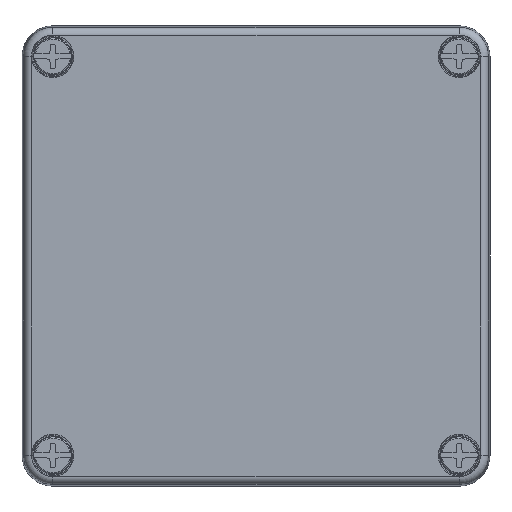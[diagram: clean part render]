
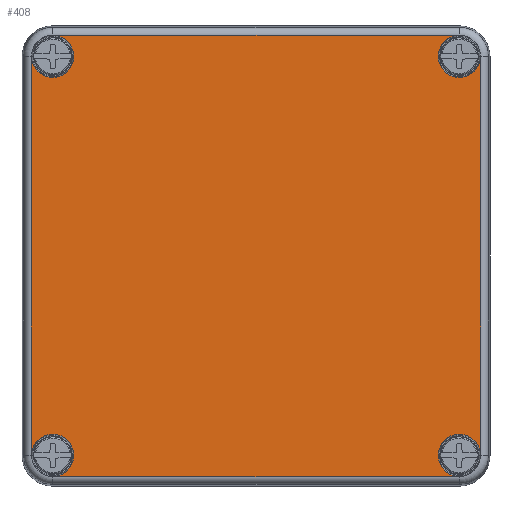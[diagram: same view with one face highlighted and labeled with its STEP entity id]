
A CAD part, top view. The second image highlights one B-rep face of the part: STEP entity #408.
In plain terms, the highlighted face is planar.
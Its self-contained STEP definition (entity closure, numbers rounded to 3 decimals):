
#408 = ADVANCED_FACE( '', ( #966, #967, #968, #969, #970 ), #971, .F. );
#966 = FACE_BOUND( '', #1752, .T. );
#967 = FACE_BOUND( '', #1753, .T. );
#968 = FACE_OUTER_BOUND( '', #1754, .T. );
#969 = FACE_BOUND( '', #1755, .T. );
#970 = FACE_BOUND( '', #1756, .T. );
#971 = PLANE( '', #1757 );
#1752 = EDGE_LOOP( '', ( #3484 ) );
#1753 = EDGE_LOOP( '', ( #3485 ) );
#1754 = EDGE_LOOP( '', ( #3486, #3487, #3488, #3489, #3490, #3491, #3492, #3493 ) );
#1755 = EDGE_LOOP( '', ( #3494 ) );
#1756 = EDGE_LOOP( '', ( #3495 ) );
#1757 = AXIS2_PLACEMENT_3D( '', #3496, #3497, #3498 );
#3484 = ORIENTED_EDGE( '', *, *, #4910, .T. );
#3485 = ORIENTED_EDGE( '', *, *, #4911, .T. );
#3486 = ORIENTED_EDGE( '', *, *, #4912, .F. );
#3487 = ORIENTED_EDGE( '', *, *, #4913, .T. );
#3488 = ORIENTED_EDGE( '', *, *, #4914, .F. );
#3489 = ORIENTED_EDGE( '', *, *, #4915, .F. );
#3490 = ORIENTED_EDGE( '', *, *, #4916, .T. );
#3491 = ORIENTED_EDGE( '', *, *, #4917, .F. );
#3492 = ORIENTED_EDGE( '', *, *, #4918, .T. );
#3493 = ORIENTED_EDGE( '', *, *, #4919, .T. );
#3494 = ORIENTED_EDGE( '', *, *, #4920, .T. );
#3495 = ORIENTED_EDGE( '', *, *, #4921, .T. );
#3496 = CARTESIAN_POINT( '', ( 58.54, 52., 0. ) );
#3497 = DIRECTION( '', ( 0., 0., 1. ) );
#3498 = DIRECTION( '', ( 1., 0., 0. ) );
#4910 = EDGE_CURVE( '', #5907, #5907, #5908, .T. );
#4911 = EDGE_CURVE( '', #5909, #5909, #5910, .T. );
#4912 = EDGE_CURVE( '', #5911, #5912, #5913, .T. );
#4913 = EDGE_CURVE( '', #5911, #5914, #5915, .T. );
#4914 = EDGE_CURVE( '', #5916, #5914, #5917, .T. );
#4915 = EDGE_CURVE( '', #5918, #5916, #5919, .T. );
#4916 = EDGE_CURVE( '', #5918, #5920, #5921, .T. );
#4917 = EDGE_CURVE( '', #5922, #5920, #5923, .T. );
#4918 = EDGE_CURVE( '', #5922, #5924, #5925, .T. );
#4919 = EDGE_CURVE( '', #5924, #5912, #5926, .T. );
#4920 = EDGE_CURVE( '', #5927, #5927, #5928, .T. );
#4921 = EDGE_CURVE( '', #5929, #5929, #5930, .T. );
#5907 = VERTEX_POINT( '', #7289 );
#5908 = CIRCLE( '', #7290, 5.5 );
#5909 = VERTEX_POINT( '', #7291 );
#5910 = CIRCLE( '', #7292, 5.5 );
#5911 = VERTEX_POINT( '', #7293 );
#5912 = VERTEX_POINT( '', #7294 );
#5913 = LINE( '', #7295, #7296 );
#5914 = VERTEX_POINT( '', #7297 );
#5915 = CIRCLE( '', #7298, 5.54 );
#5916 = VERTEX_POINT( '', #7299 );
#5917 = LINE( '', #7300, #7301 );
#5918 = VERTEX_POINT( '', #7302 );
#5919 = CIRCLE( '', #7303, 5.54 );
#5920 = VERTEX_POINT( '', #7304 );
#5921 = LINE( '', #7305, #7306 );
#5922 = VERTEX_POINT( '', #7307 );
#5923 = CIRCLE( '', #7308, 5.54 );
#5924 = VERTEX_POINT( '', #7309 );
#5925 = LINE( '', #7310, #7311 );
#5926 = CIRCLE( '', #7312, 5.54 );
#5927 = VERTEX_POINT( '', #7313 );
#5928 = CIRCLE( '', #7314, 5.5 );
#5929 = VERTEX_POINT( '', #7315 );
#5930 = CIRCLE( '', #7316, 5.5 );
#7289 = CARTESIAN_POINT( '', ( -47.5, 52., 0. ) );
#7290 = AXIS2_PLACEMENT_3D( '', #8668, #8669, #8670 );
#7291 = CARTESIAN_POINT( '', ( 58.5, -52., 0. ) );
#7292 = AXIS2_PLACEMENT_3D( '', #8671, #8672, #8673 );
#7293 = CARTESIAN_POINT( '', ( -58.54, 52., 0. ) );
#7294 = CARTESIAN_POINT( '', ( -58.54, -52., 0. ) );
#7295 = CARTESIAN_POINT( '', ( -58.54, 52., 0. ) );
#7296 = VECTOR( '', #8674, 1000. );
#7297 = CARTESIAN_POINT( '', ( -53., 57.54, 0. ) );
#7298 = AXIS2_PLACEMENT_3D( '', #8675, #8676, #8677 );
#7299 = CARTESIAN_POINT( '', ( 53., 57.54, 0. ) );
#7300 = CARTESIAN_POINT( '', ( 53., 57.54, 0. ) );
#7301 = VECTOR( '', #8678, 1000. );
#7302 = CARTESIAN_POINT( '', ( 58.54, 52., 0. ) );
#7303 = AXIS2_PLACEMENT_3D( '', #8679, #8680, #8681 );
#7304 = CARTESIAN_POINT( '', ( 58.54, -52., 0. ) );
#7305 = CARTESIAN_POINT( '', ( 58.54, 52., 0. ) );
#7306 = VECTOR( '', #8682, 1000. );
#7307 = CARTESIAN_POINT( '', ( 53., -57.54, 0. ) );
#7308 = AXIS2_PLACEMENT_3D( '', #8683, #8684, #8685 );
#7309 = CARTESIAN_POINT( '', ( -53., -57.54, 0. ) );
#7310 = CARTESIAN_POINT( '', ( 53., -57.54, 0. ) );
#7311 = VECTOR( '', #8686, 1000. );
#7312 = AXIS2_PLACEMENT_3D( '', #8687, #8688, #8689 );
#7313 = CARTESIAN_POINT( '', ( -47.5, -52., 0. ) );
#7314 = AXIS2_PLACEMENT_3D( '', #8690, #8691, #8692 );
#7315 = CARTESIAN_POINT( '', ( 58.5, 52., 0. ) );
#7316 = AXIS2_PLACEMENT_3D( '', #8693, #8694, #8695 );
#8668 = CARTESIAN_POINT( '', ( -53., 52., 0. ) );
#8669 = DIRECTION( '', ( 0., 0., 1. ) );
#8670 = DIRECTION( '', ( 1., 0., 0. ) );
#8671 = CARTESIAN_POINT( '', ( 53., -52., 0. ) );
#8672 = DIRECTION( '', ( 0., 0., 1. ) );
#8673 = DIRECTION( '', ( 1., 0., 0. ) );
#8674 = DIRECTION( '', ( 0., -1., 0. ) );
#8675 = CARTESIAN_POINT( '', ( -53., 52., 0. ) );
#8676 = DIRECTION( '', ( 0., 0., -1. ) );
#8677 = DIRECTION( '', ( -1., 0., 0. ) );
#8678 = DIRECTION( '', ( -1., 0., 0. ) );
#8679 = CARTESIAN_POINT( '', ( 53., 52., 0. ) );
#8680 = DIRECTION( '', ( 0., 0., 1. ) );
#8681 = DIRECTION( '', ( 1., 0., 0. ) );
#8682 = DIRECTION( '', ( 0., -1., 0. ) );
#8683 = CARTESIAN_POINT( '', ( 53., -52., 0. ) );
#8684 = DIRECTION( '', ( 0., 0., 1. ) );
#8685 = DIRECTION( '', ( 1., 0., 0. ) );
#8686 = DIRECTION( '', ( -1., 0., 0. ) );
#8687 = CARTESIAN_POINT( '', ( -53., -52., 0. ) );
#8688 = DIRECTION( '', ( 0., 0., -1. ) );
#8689 = DIRECTION( '', ( -1., 0., 0. ) );
#8690 = CARTESIAN_POINT( '', ( -53., -52., 0. ) );
#8691 = DIRECTION( '', ( 0., 0., 1. ) );
#8692 = DIRECTION( '', ( 1., 0., 0. ) );
#8693 = CARTESIAN_POINT( '', ( 53., 52., 0. ) );
#8694 = DIRECTION( '', ( 0., 0., 1. ) );
#8695 = DIRECTION( '', ( 1., 0., 0. ) );
